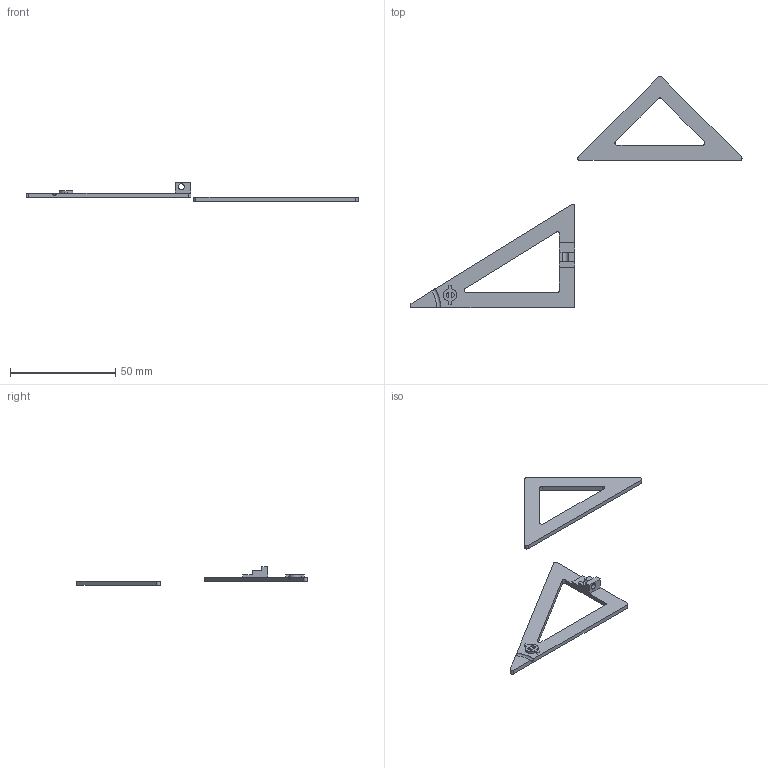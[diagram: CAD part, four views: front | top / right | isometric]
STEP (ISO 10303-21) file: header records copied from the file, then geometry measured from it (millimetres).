
FILE_DESCRIPTION(('FreeCAD Model'),'2;1');
FILE_NAME('cartabon armonico.step','2015-12-29T13:39:27',('Author'),(''), 'Open CASCADE STEP processor 6.8','FreeCAD','Unknown');
FILE_SCHEMA(('AUTOMOTIVE_DESIGN_CC2 { 1 2 10303 214 -1 1 5 4 }'));
Length unit declared in the file: millimetre
Products named in the file (2): cartabon_magico_sin_yourname; escuadra_apoyo
Bounding box: 157.87 x 110.03 x 9 mm (x, y, z)
Volume: 5069.6 mm3; surface area: 6341.5 mm2
Topology: 2 solids, 2 shells, 56 faces, 155 edges, 104 vertices
Faces by surface type: plane 27, bspline 15, cylinder 13, torus 1
Full cylindrical faces by diameter (mm): 2.88 x1
Entity records: 11500 total; most frequent: CARTESIAN_POINT 8298, DIRECTION 423, ORIENTED_EDGE 310, PCURVE 310, DEFINITIONAL_REPRESENTATION 310, LINE 268, VECTOR 268, EDGE_CURVE 155
